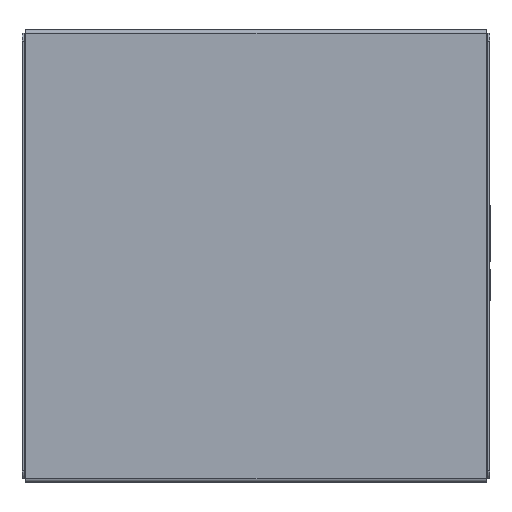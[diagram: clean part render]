
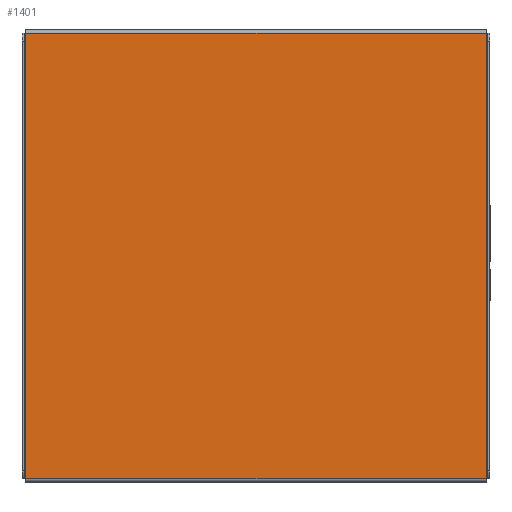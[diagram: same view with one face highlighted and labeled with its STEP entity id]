
A CAD part, top view. The second image highlights one B-rep face of the part: STEP entity #1401.
In plain terms, the highlighted planar face has unit normal (0, 0, 1).
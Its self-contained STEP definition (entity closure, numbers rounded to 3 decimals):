
#46 = VERTEX_POINT ( 'NONE', #1592 ) ;
#60 = ORIENTED_EDGE ( 'NONE', *, *, #1614, .T. ) ;
#125 = EDGE_LOOP ( 'NONE', ( #874, #1661, #60, #459 ) ) ;
#215 = CARTESIAN_POINT ( 'NONE',  ( 150.5, -145.5, 0. ) ) ;
#220 = CARTESIAN_POINT ( 'NONE',  ( 150.5, 145.5, 0. ) ) ;
#387 = DIRECTION ( 'NONE',  ( 1., 0., 0. ) ) ;
#389 = EDGE_CURVE ( 'NONE', #650, #543, #2106, .T. ) ;
#459 = ORIENTED_EDGE ( 'NONE', *, *, #389, .T. ) ;
#483 = DIRECTION ( 'NONE',  ( 0., -1., 0. ) ) ;
#543 = VERTEX_POINT ( 'NONE', #1049 ) ;
#650 = VERTEX_POINT ( 'NONE', #220 ) ;
#789 = VECTOR ( 'NONE', #1804, 1000. ) ;
#858 = DIRECTION ( 'NONE',  ( -1., 0., 0. ) ) ;
#874 = ORIENTED_EDGE ( 'NONE', *, *, #1008, .T. ) ;
#927 = FACE_OUTER_BOUND ( 'NONE', #125, .T. ) ;
#1008 = EDGE_CURVE ( 'NONE', #543, #46, #1992, .T. ) ;
#1010 = CARTESIAN_POINT ( 'NONE',  ( 150.5, 145.5, 0. ) ) ;
#1043 = CARTESIAN_POINT ( 'NONE',  ( 0., 0., 0. ) ) ;
#1049 = CARTESIAN_POINT ( 'NONE',  ( -150.5, 145.5, 0. ) ) ;
#1132 = CARTESIAN_POINT ( 'NONE',  ( -150.5, -145.5, 0. ) ) ;
#1270 = VERTEX_POINT ( 'NONE', #1958 ) ;
#1307 = CARTESIAN_POINT ( 'NONE',  ( 150.5, -145.5, 0. ) ) ;
#1329 = VECTOR ( 'NONE', #858, 1000. ) ;
#1375 = DIRECTION ( 'NONE',  ( 0., 0., 1. ) ) ;
#1379 = DIRECTION ( 'NONE',  ( 1., 0., 0. ) ) ;
#1387 = AXIS2_PLACEMENT_3D ( 'NONE', #1043, #1375, #387 ) ;
#1401 = ADVANCED_FACE ( 'NONE', ( #927 ), #2025, .T. ) ;
#1507 = LINE ( 'NONE', #1307, #789 ) ;
#1552 = VECTOR ( 'NONE', #483, 1000. ) ;
#1556 = LINE ( 'NONE', #215, #1762 ) ;
#1592 = CARTESIAN_POINT ( 'NONE',  ( -150.5, -145.5, 0. ) ) ;
#1614 = EDGE_CURVE ( 'NONE', #1270, #650, #1507, .T. ) ;
#1661 = ORIENTED_EDGE ( 'NONE', *, *, #1833, .T. ) ;
#1762 = VECTOR ( 'NONE', #1379, 1000. ) ;
#1804 = DIRECTION ( 'NONE',  ( 0., 1., 0. ) ) ;
#1833 = EDGE_CURVE ( 'NONE', #46, #1270, #1556, .T. ) ;
#1958 = CARTESIAN_POINT ( 'NONE',  ( 150.5, -145.5, 0. ) ) ;
#1992 = LINE ( 'NONE', #1132, #1552 ) ;
#2025 = PLANE ( 'NONE',  #1387 ) ;
#2106 = LINE ( 'NONE', #1010, #1329 ) ;
